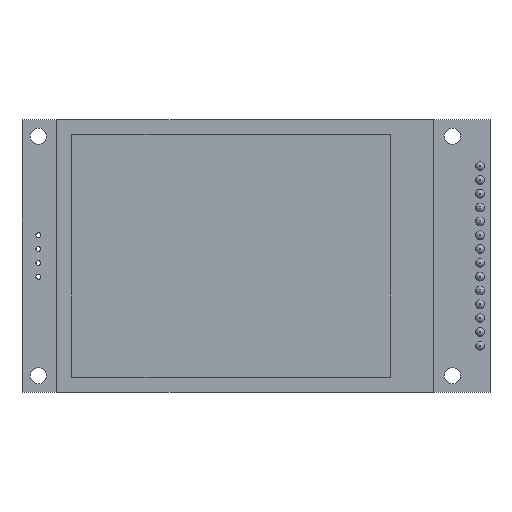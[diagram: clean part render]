
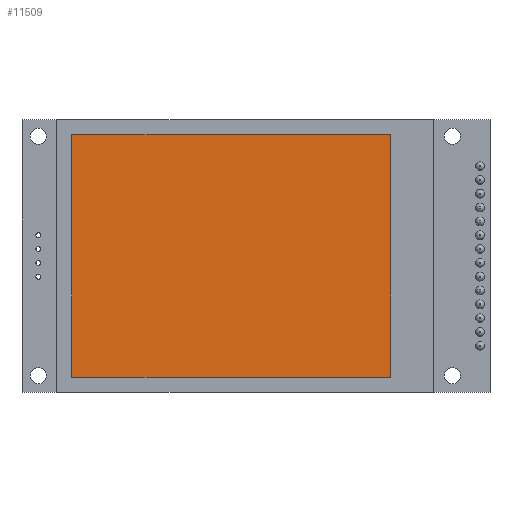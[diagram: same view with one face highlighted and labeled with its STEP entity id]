
A CAD part, top view. The second image highlights one B-rep face of the part: STEP entity #11509.
In plain terms, the highlighted planar face has unit normal (0, 0, 1).
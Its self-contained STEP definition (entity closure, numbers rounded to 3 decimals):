
#11380 = VERTEX_POINT('',#11381);
#11381 = CARTESIAN_POINT('',(-26.75,22.25,3.5));
#11387 = EDGE_CURVE('',#11380,#11388,#11390,.T.);
#11388 = VERTEX_POINT('',#11389);
#11389 = CARTESIAN_POINT('',(31.85,22.25,3.5));
#11390 = LINE('',#11391,#11392);
#11391 = CARTESIAN_POINT('',(-26.75,22.25,3.5));
#11392 = VECTOR('',#11393,1.);
#11393 = DIRECTION('',(1.,0.,0.));
#11418 = EDGE_CURVE('',#11388,#11419,#11421,.T.);
#11419 = VERTEX_POINT('',#11420);
#11420 = CARTESIAN_POINT('',(31.85,-22.25,3.5));
#11421 = LINE('',#11422,#11423);
#11422 = CARTESIAN_POINT('',(31.85,22.25,3.5));
#11423 = VECTOR('',#11424,1.);
#11424 = DIRECTION('',(0.,-1.,0.));
#11449 = EDGE_CURVE('',#11419,#11450,#11452,.T.);
#11450 = VERTEX_POINT('',#11451);
#11451 = CARTESIAN_POINT('',(-26.75,-22.25,3.5));
#11452 = LINE('',#11453,#11454);
#11453 = CARTESIAN_POINT('',(31.85,-22.25,3.5));
#11454 = VECTOR('',#11455,1.);
#11455 = DIRECTION('',(-1.,0.,0.));
#11480 = EDGE_CURVE('',#11450,#11380,#11481,.T.);
#11481 = LINE('',#11482,#11483);
#11482 = CARTESIAN_POINT('',(-26.75,-22.25,3.5));
#11483 = VECTOR('',#11484,1.);
#11484 = DIRECTION('',(0.,1.,0.));
#11509 = ADVANCED_FACE('',(#11510),#11516,.T.);
#11510 = FACE_BOUND('',#11511,.F.);
#11511 = EDGE_LOOP('',(#11512,#11513,#11514,#11515));
#11512 = ORIENTED_EDGE('',*,*,#11387,.T.);
#11513 = ORIENTED_EDGE('',*,*,#11418,.T.);
#11514 = ORIENTED_EDGE('',*,*,#11449,.T.);
#11515 = ORIENTED_EDGE('',*,*,#11480,.T.);
#11516 = PLANE('',#11517);
#11517 = AXIS2_PLACEMENT_3D('',#11518,#11519,#11520);
#11518 = CARTESIAN_POINT('',(2.55,0.,3.5));
#11519 = DIRECTION('',(0.,0.,1.));
#11520 = DIRECTION('',(1.,0.,0.));
